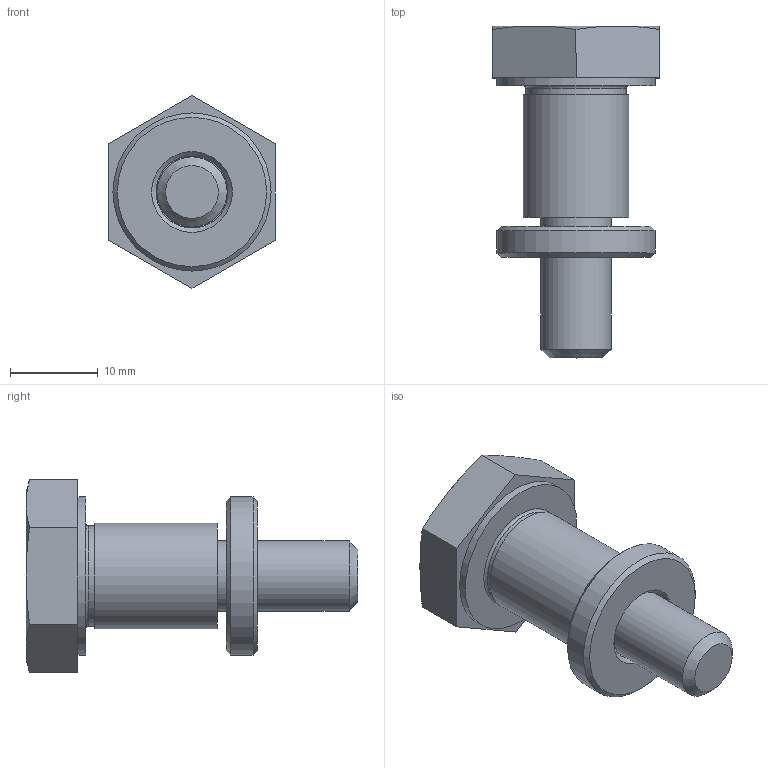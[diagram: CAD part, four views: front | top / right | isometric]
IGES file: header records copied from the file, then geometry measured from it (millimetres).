
Global section: file name: 801204.stp.ipt; native system: Autodesk Inventor 2014; preprocessor: unknown; author: zeman; date: 20151016.102057; units: millimetre
Bounding box: 19 x 37.8 x 21.94 mm (x, y, z)
Volume: 5244.3 mm3; surface area: 2671.1 mm2
Topology: 2 solids, 2 shells, 32 faces, 62 edges, 38 vertices
Faces by surface type: plane 14, cone 9, cylinder 5, revolution 4
Full cylindrical faces by diameter (mm): 8 x1, 11.4 x1, 12 x1, 18 x2
